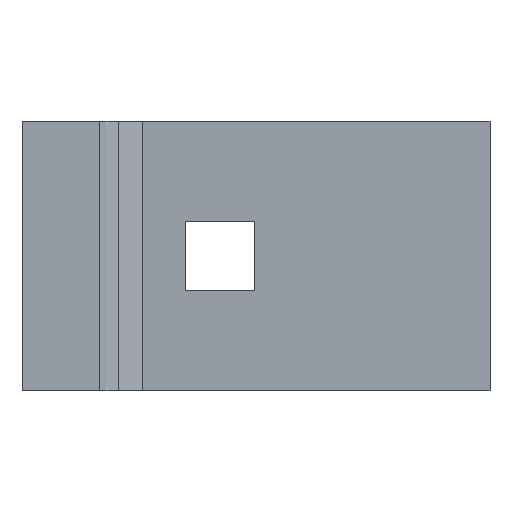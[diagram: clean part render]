
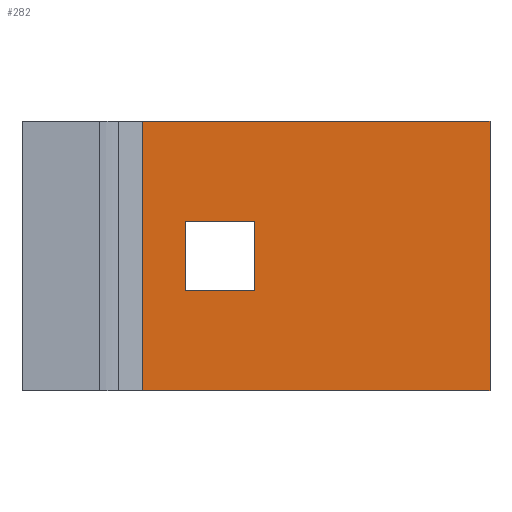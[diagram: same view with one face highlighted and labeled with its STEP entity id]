
A CAD part, front view. The second image highlights one B-rep face of the part: STEP entity #282.
In plain terms, the highlighted planar face has unit normal (0, -1, 0).
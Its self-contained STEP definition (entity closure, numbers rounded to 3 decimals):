
#2 = DIRECTION ( 'NONE',  ( 0., 0., -1. ) ) ;
#6 = CARTESIAN_POINT ( 'NONE',  ( 21.17, -2.5, -4.5 ) ) ;
#8 = DIRECTION ( 'NONE',  ( 0., 0., -1. ) ) ;
#9 = DIRECTION ( 'NONE',  ( 1., 0., 0. ) ) ;
#13 = CARTESIAN_POINT ( 'NONE',  ( 21.17, -2.5, 4.5 ) ) ;
#17 = DIRECTION ( 'NONE',  ( 0., 0., -1. ) ) ;
#21 = CARTESIAN_POINT ( 'NONE',  ( 30.17, -2.5, -4.5 ) ) ;
#34 = CARTESIAN_POINT ( 'NONE',  ( 15.67, -2.5, 17.5 ) ) ;
#53 = DIRECTION ( 'NONE',  ( -1., 0., 0. ) ) ;
#63 = DIRECTION ( 'NONE',  ( 1., 0., 0. ) ) ;
#78 = CARTESIAN_POINT ( 'NONE',  ( 21.17, -2.5, 4.5 ) ) ;
#88 = DIRECTION ( 'NONE',  ( 0., 0., 1. ) ) ;
#93 = CARTESIAN_POINT ( 'NONE',  ( 30.17, -2.5, 4.5 ) ) ;
#94 = CARTESIAN_POINT ( 'NONE',  ( 21.17, -2.5, 4.5 ) ) ;
#99 = CARTESIAN_POINT ( 'NONE',  ( 60.67, -2.5, 17.5 ) ) ;
#102 = CARTESIAN_POINT ( 'NONE',  ( 60.67, -2.5, -17.5 ) ) ;
#104 = CARTESIAN_POINT ( 'NONE',  ( 21.17, -2.5, -4.5 ) ) ;
#135 = CARTESIAN_POINT ( 'NONE',  ( 15.67, -2.5, 17.5 ) ) ;
#141 = CARTESIAN_POINT ( 'NONE',  ( 30.17, -2.5, 4.5 ) ) ;
#147 = CARTESIAN_POINT ( 'NONE',  ( 15.67, -2.5, 17.5 ) ) ;
#163 = CARTESIAN_POINT ( 'NONE',  ( 60.67, -2.5, 17.5 ) ) ;
#164 = CARTESIAN_POINT ( 'NONE',  ( 15.67, -2.5, -17.5 ) ) ;
#170 = DIRECTION ( 'NONE',  ( 0., 0., 1. ) ) ;
#176 = DIRECTION ( 'NONE',  ( 0., 1., 0. ) ) ;
#213 = CARTESIAN_POINT ( 'NONE',  ( 15.67, -2.5, 17.5 ) ) ;
#238 = CARTESIAN_POINT ( 'NONE',  ( 15.67, -2.5, -17.5 ) ) ;
#253 = DIRECTION ( 'NONE',  ( 1., 0., 0. ) ) ;
#261 = PLANE ( 'NONE',  #382 ) ;
#282 = ADVANCED_FACE ( 'NONE', ( #729, #638 ), #261, .F. ) ;
#324 = EDGE_CURVE ( 'NONE', #557, #498, #707, .T. ) ;
#325 = EDGE_CURVE ( 'NONE', #514, #546, #721, .T. ) ;
#381 = EDGE_CURVE ( 'NONE', #557, #489, #419, .T. ) ;
#382 = AXIS2_PLACEMENT_3D ( 'NONE', #34, #176, #170 ) ;
#386 = EDGE_CURVE ( 'NONE', #498, #499, #757, .T. ) ;
#387 = EDGE_CURVE ( 'NONE', #489, #499, #750, .T. ) ;
#389 = EDGE_CURVE ( 'NONE', #546, #679, #555, .T. ) ;
#392 = EDGE_CURVE ( 'NONE', #541, #514, #725, .T. ) ;
#400 = EDGE_CURVE ( 'NONE', #679, #541, #637, .T. ) ;
#419 = LINE ( 'NONE', #135, #492 ) ;
#437 = ORIENTED_EDGE ( 'NONE', *, *, #387, .T. ) ;
#475 = EDGE_LOOP ( 'NONE', ( #437, #663, #609, #534 ) ) ;
#480 = EDGE_LOOP ( 'NONE', ( #593, #536, #693, #703 ) ) ;
#489 = VERTEX_POINT ( 'NONE', #238 ) ;
#492 = VECTOR ( 'NONE', #17, 1000. ) ;
#498 = VERTEX_POINT ( 'NONE', #99 ) ;
#499 = VERTEX_POINT ( 'NONE', #102 ) ;
#504 = VECTOR ( 'NONE', #9, 1000. ) ;
#514 = VERTEX_POINT ( 'NONE', #94 ) ;
#531 = VECTOR ( 'NONE', #2, 1000. ) ;
#534 = ORIENTED_EDGE ( 'NONE', *, *, #381, .T. ) ;
#536 = ORIENTED_EDGE ( 'NONE', *, *, #389, .T. ) ;
#541 = VERTEX_POINT ( 'NONE', #104 ) ;
#546 = VERTEX_POINT ( 'NONE', #93 ) ;
#550 = VECTOR ( 'NONE', #88, 1000. ) ;
#555 = LINE ( 'NONE', #141, #531 ) ;
#557 = VERTEX_POINT ( 'NONE', #147 ) ;
#593 = ORIENTED_EDGE ( 'NONE', *, *, #325, .T. ) ;
#609 = ORIENTED_EDGE ( 'NONE', *, *, #324, .F. ) ;
#613 = VECTOR ( 'NONE', #253, 1000. ) ;
#637 = LINE ( 'NONE', #6, #728 ) ;
#638 = FACE_OUTER_BOUND ( 'NONE', #475, .T. ) ;
#663 = ORIENTED_EDGE ( 'NONE', *, *, #386, .F. ) ;
#679 = VERTEX_POINT ( 'NONE', #21 ) ;
#693 = ORIENTED_EDGE ( 'NONE', *, *, #400, .T. ) ;
#696 = VECTOR ( 'NONE', #63, 1000. ) ;
#703 = ORIENTED_EDGE ( 'NONE', *, *, #392, .T. ) ;
#707 = LINE ( 'NONE', #213, #696 ) ;
#721 = LINE ( 'NONE', #78, #613 ) ;
#725 = LINE ( 'NONE', #13, #550 ) ;
#728 = VECTOR ( 'NONE', #53, 1000. ) ;
#729 = FACE_BOUND ( 'NONE', #480, .T. ) ;
#750 = LINE ( 'NONE', #164, #504 ) ;
#756 = VECTOR ( 'NONE', #8, 1000. ) ;
#757 = LINE ( 'NONE', #163, #756 ) ;
